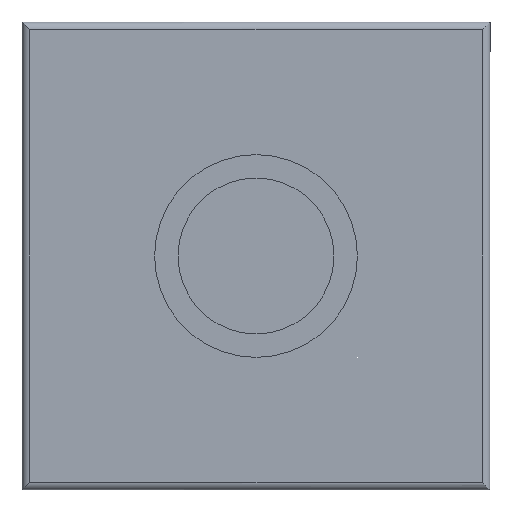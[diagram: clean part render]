
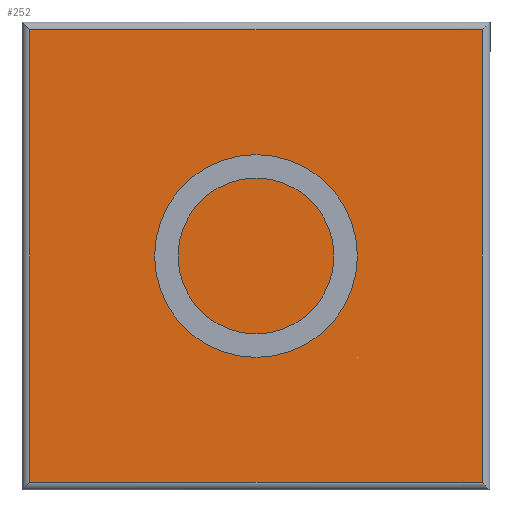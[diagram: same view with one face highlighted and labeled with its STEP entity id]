
A CAD part, front view. The second image highlights one B-rep face of the part: STEP entity #252.
In plain terms, the highlighted planar face has unit normal (0, -1, 0).
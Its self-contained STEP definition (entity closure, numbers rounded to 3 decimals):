
#20 = EDGE_CURVE ( 'NONE', #183, #424, #146, .T. ) ;
#22 = DIRECTION ( 'NONE',  ( 0., 0., -1. ) ) ;
#28 = DIRECTION ( 'NONE',  ( 0., 0., 1. ) ) ;
#46 = EDGE_LOOP ( 'NONE', ( #319, #147, #284, #348 ) ) ;
#82 = CARTESIAN_POINT ( 'NONE',  ( 10., 30., -10. ) ) ;
#100 = CARTESIAN_POINT ( 'NONE',  ( 0., 30., -10. ) ) ;
#146 = LINE ( 'NONE', #263, #494 ) ;
#147 = ORIENTED_EDGE ( 'NONE', *, *, #489, .T. ) ;
#171 = DIRECTION ( 'NONE',  ( 0., -1., 0. ) ) ;
#183 = VERTEX_POINT ( 'NONE', #201 ) ;
#188 = VECTOR ( 'NONE', #22, 1000. ) ;
#201 = CARTESIAN_POINT ( 'NONE',  ( 10., 30., -590. ) ) ;
#210 = PLANE ( 'NONE',  #419 ) ;
#215 = CARTESIAN_POINT ( 'NONE',  ( 590., 30., 0. ) ) ;
#219 = VERTEX_POINT ( 'NONE', #82 ) ;
#221 = CARTESIAN_POINT ( 'NONE',  ( 10., 30., -600. ) ) ;
#252 = ADVANCED_FACE ( 'NONE', ( #362 ), #210, .T. ) ;
#263 = CARTESIAN_POINT ( 'NONE',  ( 600., 30., -590. ) ) ;
#284 = ORIENTED_EDGE ( 'NONE', *, *, #474, .T. ) ;
#295 = LINE ( 'NONE', #221, #188 ) ;
#297 = VECTOR ( 'NONE', #28, 1000. ) ;
#319 = ORIENTED_EDGE ( 'NONE', *, *, #468, .T. ) ;
#323 = CARTESIAN_POINT ( 'NONE',  ( 590., 30., -590. ) ) ;
#348 = ORIENTED_EDGE ( 'NONE', *, *, #20, .T. ) ;
#354 = VERTEX_POINT ( 'NONE', #357 ) ;
#357 = CARTESIAN_POINT ( 'NONE',  ( 590., 30., -10. ) ) ;
#362 = FACE_OUTER_BOUND ( 'NONE', #46, .T. ) ;
#363 = DIRECTION ( 'NONE',  ( 0., 0., -1. ) ) ;
#375 = DIRECTION ( 'NONE',  ( 1., 0., 0. ) ) ;
#377 = LINE ( 'NONE', #215, #297 ) ;
#402 = VECTOR ( 'NONE', #486, 1000. ) ;
#419 = AXIS2_PLACEMENT_3D ( 'NONE', #479, #171, #363 ) ;
#424 = VERTEX_POINT ( 'NONE', #323 ) ;
#468 = EDGE_CURVE ( 'NONE', #424, #354, #377, .T. ) ;
#474 = EDGE_CURVE ( 'NONE', #219, #183, #295, .T. ) ;
#479 = CARTESIAN_POINT ( 'NONE',  ( 0., 30., 0. ) ) ;
#484 = LINE ( 'NONE', #100, #402 ) ;
#486 = DIRECTION ( 'NONE',  ( -1., 0., 0. ) ) ;
#489 = EDGE_CURVE ( 'NONE', #354, #219, #484, .T. ) ;
#494 = VECTOR ( 'NONE', #375, 1000. ) ;
